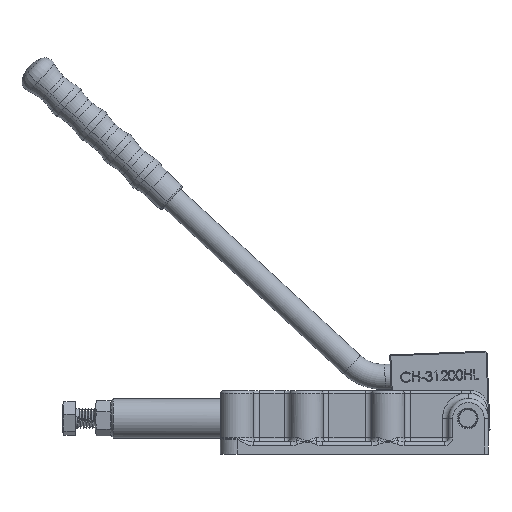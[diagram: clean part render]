
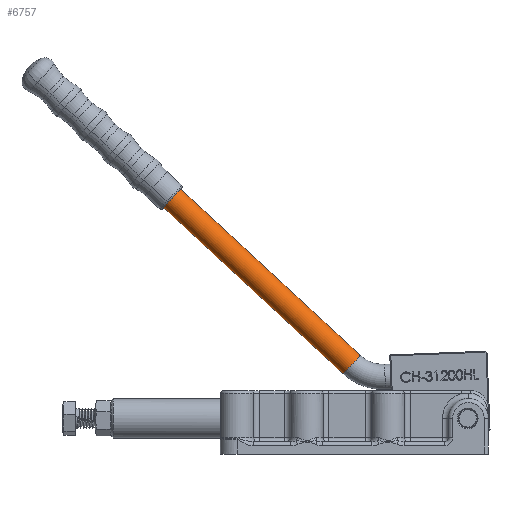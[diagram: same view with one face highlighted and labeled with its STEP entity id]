
A CAD part, front view. The second image highlights one B-rep face of the part: STEP entity #6757.
In plain terms, the highlighted cylindrical face has radius 6.35 mm (diameter 12.7 mm), a partial arc.
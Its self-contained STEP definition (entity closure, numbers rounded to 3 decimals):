
#3360 = CYLINDRICAL_SURFACE ( 'NONE', #33120, 6.35 ) ;
#6757 = ADVANCED_FACE ( 'NONE', ( #19138 ), #3360, .T. ) ;
#8003 = CIRCLE ( 'NONE', #63694, 6.35 ) ;
#11878 = EDGE_CURVE ( 'NONE', #69620, #61954, #73567, .T. ) ;
#12014 = DIRECTION ( 'NONE',  ( 0.707, 0., -0.707 ) ) ;
#14154 = VECTOR ( 'NONE', #71199, 1000. ) ;
#16671 = CARTESIAN_POINT ( 'NONE',  ( 207.826, 0., -138.345 ) ) ;
#19138 = FACE_OUTER_BOUND ( 'NONE', #75230, .T. ) ;
#25191 = CARTESIAN_POINT ( 'NONE',  ( 203.336, 0., -142.836 ) ) ;
#26643 = LINE ( 'NONE', #71170, #54386 ) ;
#31158 = DIRECTION ( 'NONE',  ( -0.707, 0., -0.707 ) ) ;
#31560 = CARTESIAN_POINT ( 'NONE',  ( 67.339, 0., -6.839 ) ) ;
#32989 = CARTESIAN_POINT ( 'NONE',  ( 62.849, 0., -11.329 ) ) ;
#33120 = AXIS2_PLACEMENT_3D ( 'NONE', #61065, #37466, #43436 ) ;
#36711 = CIRCLE ( 'NONE', #47284, 6.35 ) ;
#37466 = DIRECTION ( 'NONE',  ( 0.707, 0., -0.707 ) ) ;
#37467 = DIRECTION ( 'NONE',  ( -0.707, 0., -0.707 ) ) ;
#39332 = CARTESIAN_POINT ( 'NONE',  ( 198.845, 0., -147.326 ) ) ;
#39704 = ORIENTED_EDGE ( 'NONE', *, *, #45517, .F. ) ;
#41607 = CARTESIAN_POINT ( 'NONE',  ( 62.849, 0., -11.329 ) ) ;
#43436 = DIRECTION ( 'NONE',  ( -0.707, 0., -0.707 ) ) ;
#45517 = EDGE_CURVE ( 'NONE', #55352, #76137, #26643, .T. ) ;
#47284 = AXIS2_PLACEMENT_3D ( 'NONE', #25191, #66630, #31158 ) ;
#50449 = CARTESIAN_POINT ( 'NONE',  ( 71.829, 0., -2.349 ) ) ;
#50525 = EDGE_CURVE ( 'NONE', #61954, #76137, #36711, .T. ) ;
#50583 = ORIENTED_EDGE ( 'NONE', *, *, #67193, .T. ) ;
#54386 = VECTOR ( 'NONE', #12014, 1000. ) ;
#54476 = ORIENTED_EDGE ( 'NONE', *, *, #11878, .T. ) ;
#55352 = VERTEX_POINT ( 'NONE', #50449 ) ;
#56594 = ORIENTED_EDGE ( 'NONE', *, *, #50525, .T. ) ;
#61065 = CARTESIAN_POINT ( 'NONE',  ( 67.339, 0., -6.839 ) ) ;
#61954 = VERTEX_POINT ( 'NONE', #39332 ) ;
#63694 = AXIS2_PLACEMENT_3D ( 'NONE', #31560, #73042, #37467 ) ;
#66630 = DIRECTION ( 'NONE',  ( -0.707, 0., 0.707 ) ) ;
#67193 = EDGE_CURVE ( 'NONE', #55352, #69620, #8003, .T. ) ;
#69620 = VERTEX_POINT ( 'NONE', #32989 ) ;
#71170 = CARTESIAN_POINT ( 'NONE',  ( 71.829, 0., -2.349 ) ) ;
#71199 = DIRECTION ( 'NONE',  ( 0.707, 0., -0.707 ) ) ;
#73042 = DIRECTION ( 'NONE',  ( 0.707, 0., -0.707 ) ) ;
#73567 = LINE ( 'NONE', #41607, #14154 ) ;
#75230 = EDGE_LOOP ( 'NONE', ( #39704, #50583, #54476, #56594 ) ) ;
#76137 = VERTEX_POINT ( 'NONE', #16671 ) ;
